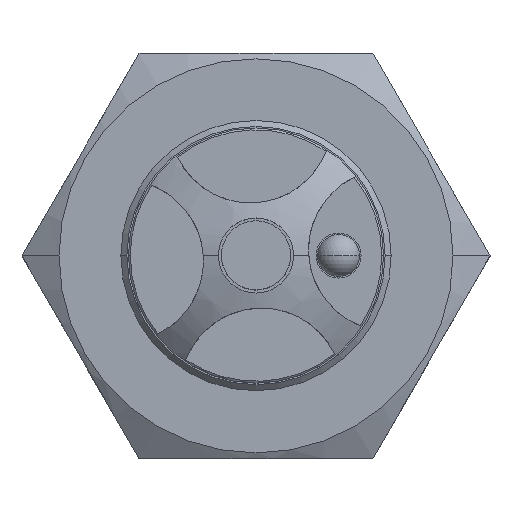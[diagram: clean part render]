
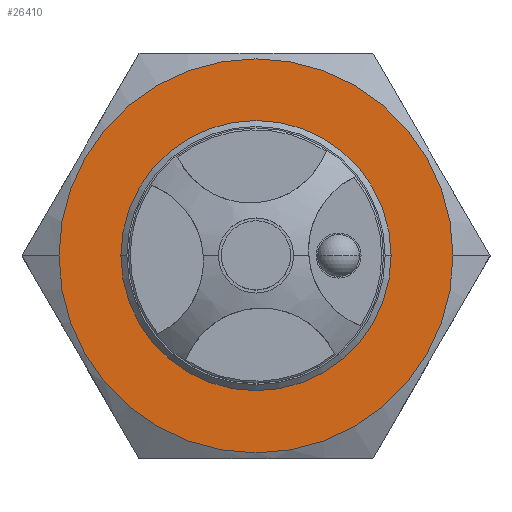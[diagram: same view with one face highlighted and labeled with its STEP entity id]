
A CAD part, top view. The second image highlights one B-rep face of the part: STEP entity #26410.
In plain terms, the highlighted planar face has unit normal (0, 0, 1).
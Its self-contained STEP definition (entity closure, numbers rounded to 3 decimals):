
#263 = ORIENTED_EDGE ( 'NONE', *, *, #17404, .T. ) ;
#1987 = DIRECTION ( 'NONE',  ( 1., 0., 0. ) ) ;
#2474 = AXIS2_PLACEMENT_3D ( 'NONE', #2670, #15775, #4881 ) ;
#2670 = CARTESIAN_POINT ( 'NONE',  ( 0., 0., 24.085 ) ) ;
#4159 = FACE_BOUND ( 'NONE', #24948, .T. ) ;
#4289 = DIRECTION ( 'NONE',  ( 0., 0., -1. ) ) ;
#4671 = CIRCLE ( 'NONE', #9482, 8.027 ) ;
#4881 = DIRECTION ( 'NONE',  ( -1., 0., 0. ) ) ;
#5189 = DIRECTION ( 'NONE',  ( -1., 0., 0. ) ) ;
#5356 = VERTEX_POINT ( 'NONE', #27174 ) ;
#5870 = ORIENTED_EDGE ( 'NONE', *, *, #11734, .T. ) ;
#6265 = DIRECTION ( 'NONE',  ( 0., 0., 1. ) ) ;
#6381 = CIRCLE ( 'NONE', #15676, 8.027 ) ;
#6620 = DIRECTION ( 'NONE',  ( 1., 0., 0. ) ) ;
#6670 = CARTESIAN_POINT ( 'NONE',  ( 0., 0., 24.085 ) ) ;
#7777 = DIRECTION ( 'NONE',  ( 0., 0., -1. ) ) ;
#8263 = DIRECTION ( 'NONE',  ( 1., 0., 0. ) ) ;
#8685 = VERTEX_POINT ( 'NONE', #21688 ) ;
#9142 = CARTESIAN_POINT ( 'NONE',  ( 13.125, 0., 24.085 ) ) ;
#9482 = AXIS2_PLACEMENT_3D ( 'NONE', #6670, #4289, #1987 ) ;
#9779 = VERTEX_POINT ( 'NONE', #9142 ) ;
#10276 = CARTESIAN_POINT ( 'NONE',  ( -8.027, 0., 24.085 ) ) ;
#11734 = EDGE_CURVE ( 'NONE', #5356, #22726, #4671, .T. ) ;
#12431 = CARTESIAN_POINT ( 'NONE',  ( 7.794, -13.5, 24.085 ) ) ;
#13315 = FACE_OUTER_BOUND ( 'NONE', #23025, .T. ) ;
#13671 = ORIENTED_EDGE ( 'NONE', *, *, #26127, .F. ) ;
#15676 = AXIS2_PLACEMENT_3D ( 'NONE', #24161, #21541, #6620 ) ;
#15775 = DIRECTION ( 'NONE',  ( 0., 0., -1. ) ) ;
#17404 = EDGE_CURVE ( 'NONE', #22726, #5356, #6381, .T. ) ;
#17457 = AXIS2_PLACEMENT_3D ( 'NONE', #12431, #6265, #8263 ) ;
#18595 = CARTESIAN_POINT ( 'NONE',  ( 0., 0., 24.085 ) ) ;
#20533 = EDGE_CURVE ( 'NONE', #9779, #8685, #25610, .T. ) ;
#21541 = DIRECTION ( 'NONE',  ( 0., 0., -1. ) ) ;
#21688 = CARTESIAN_POINT ( 'NONE',  ( -13.125, 0., 24.085 ) ) ;
#22726 = VERTEX_POINT ( 'NONE', #10276 ) ;
#22739 = AXIS2_PLACEMENT_3D ( 'NONE', #18595, #7777, #5189 ) ;
#23025 = EDGE_LOOP ( 'NONE', ( #13671, #27532 ) ) ;
#23428 = PLANE ( 'NONE',  #17457 ) ;
#24161 = CARTESIAN_POINT ( 'NONE',  ( 0., 0., 24.085 ) ) ;
#24948 = EDGE_LOOP ( 'NONE', ( #5870, #263 ) ) ;
#25610 = CIRCLE ( 'NONE', #22739, 13.125 ) ;
#26127 = EDGE_CURVE ( 'NONE', #8685, #9779, #26143, .T. ) ;
#26143 = CIRCLE ( 'NONE', #2474, 13.125 ) ;
#26410 = ADVANCED_FACE ( 'NONE', ( #4159, #13315 ), #23428, .T. ) ;
#27174 = CARTESIAN_POINT ( 'NONE',  ( 8.027, 0., 24.085 ) ) ;
#27532 = ORIENTED_EDGE ( 'NONE', *, *, #20533, .F. ) ;
